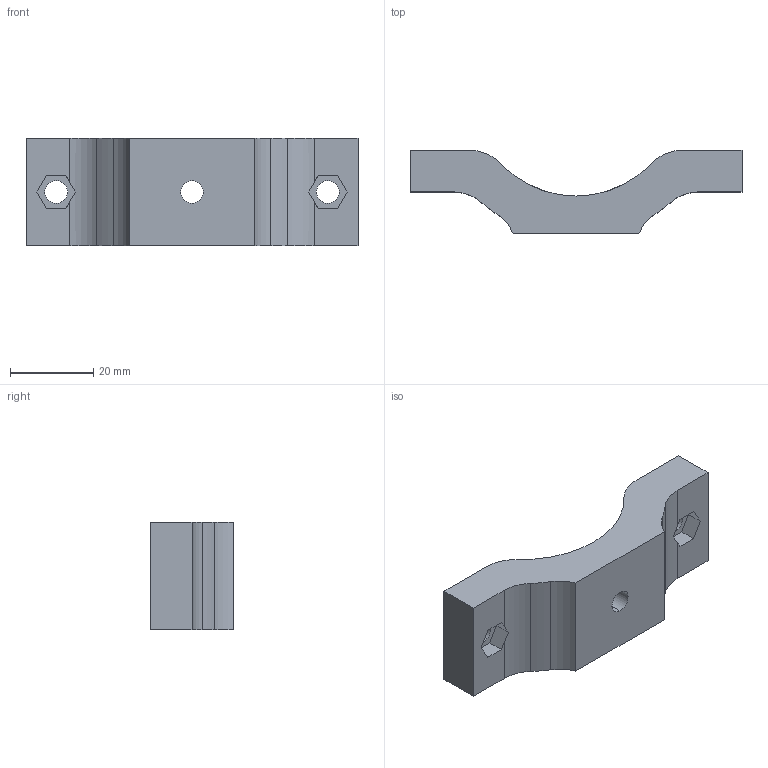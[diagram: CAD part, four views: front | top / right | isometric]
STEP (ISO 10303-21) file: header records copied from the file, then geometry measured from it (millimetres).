
FILE_DESCRIPTION (( 'STEP AP203' ), '1' );
FILE_NAME ('PLASTIC-FIXTURE-1.STEP', '2025-01-31T18:15:10', ( '' ), ( '' ), 'SwSTEP 2.0', 'SolidWorks 2024', '' );
FILE_SCHEMA (( 'CONFIG_CONTROL_DESIGN' ));
Length unit declared in the file: millimetre
Products named in the file (1): PLASTIC-FIXTURE-1
Bounding box: 80 x 20 x 26 mm (x, y, z)
Volume: 21611.2 mm3; surface area: 7275.2 mm2
Topology: 1 solids, 1 shells, 41 faces, 114 edges, 76 vertices
Faces by surface type: plane 24, cylinder 17
Entity records: 1495 total; most frequent: CARTESIAN_POINT 334, ORIENTED_EDGE 228, DIRECTION 224, EDGE_CURVE 114, VECTOR 76, VERTEX_POINT 76, LINE 76, AXIS2_PLACEMENT_3D 74
